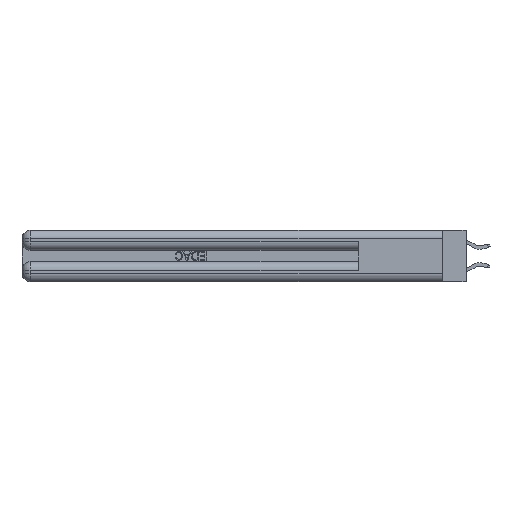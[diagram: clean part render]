
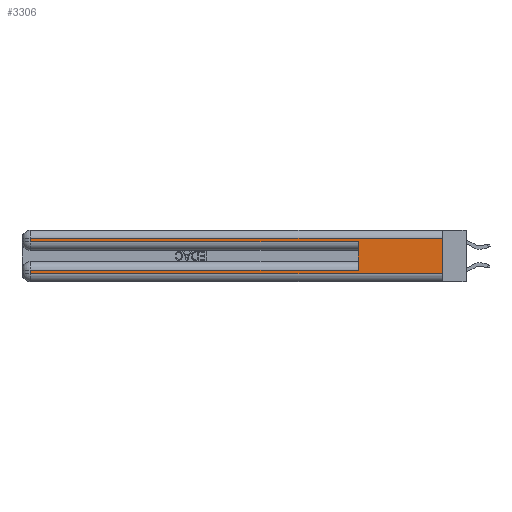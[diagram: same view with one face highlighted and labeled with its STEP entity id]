
A CAD part, left-side view. The second image highlights one B-rep face of the part: STEP entity #3306.
In plain terms, the highlighted planar face has unit normal (-1, 0, 0).
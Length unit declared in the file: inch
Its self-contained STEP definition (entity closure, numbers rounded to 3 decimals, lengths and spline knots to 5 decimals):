
#242 = EDGE_CURVE ( 'NONE', #24762, #8616, #17134, .T. ) ;
#1553 = CARTESIAN_POINT ( 'NONE',  ( 0., 2.94, 0.085 ) ) ;
#3306 = ADVANCED_FACE ( 'NONE', ( #33984 ), #34815, .F. ) ;
#3352 = DIRECTION ( 'NONE',  ( 0., 0., -1. ) ) ;
#4404 = ORIENTED_EDGE ( 'NONE', *, *, #242, .F. ) ;
#4498 = CARTESIAN_POINT ( 'NONE',  ( 0., 0.6, 0.145 ) ) ;
#4729 = CARTESIAN_POINT ( 'NONE',  ( 0., 2.94, 0.31 ) ) ;
#5246 = CARTESIAN_POINT ( 'NONE',  ( 0., 0., 0.37 ) ) ;
#5762 = CARTESIAN_POINT ( 'NONE',  ( 0., 2.94, 0.37 ) ) ;
#6072 = LINE ( 'NONE', #22648, #12798 ) ;
#6567 = LINE ( 'NONE', #5762, #20968 ) ;
#7496 = VECTOR ( 'NONE', #8604, 39.37008 ) ;
#8275 = VECTOR ( 'NONE', #14601, 39.37008 ) ;
#8528 = VECTOR ( 'NONE', #35973, 39.37008 ) ;
#8604 = DIRECTION ( 'NONE',  ( 0., 0., -1. ) ) ;
#8616 = VERTEX_POINT ( 'NONE', #13763 ) ;
#8623 = DIRECTION ( 'NONE',  ( 0., 0., -1. ) ) ;
#9482 = CARTESIAN_POINT ( 'NONE',  ( 0., 2.94, 0.06 ) ) ;
#10020 = VECTOR ( 'NONE', #35518, 39.37008 ) ;
#10068 = CARTESIAN_POINT ( 'NONE',  ( 0., 0., 0.06 ) ) ;
#10605 = ORIENTED_EDGE ( 'NONE', *, *, #29304, .T. ) ;
#10866 = LINE ( 'NONE', #29845, #32907 ) ;
#11060 = EDGE_CURVE ( 'NONE', #36949, #15629, #6072, .T. ) ;
#12798 = VECTOR ( 'NONE', #25543, 39.37008 ) ;
#12965 = DIRECTION ( 'NONE',  ( 0., -1., 0. ) ) ;
#13763 = CARTESIAN_POINT ( 'NONE',  ( 0., 0.6, 0.285 ) ) ;
#14601 = DIRECTION ( 'NONE',  ( 0., 1., 0. ) ) ;
#14840 = CARTESIAN_POINT ( 'NONE',  ( 0., 0., 0.06 ) ) ;
#15362 = CARTESIAN_POINT ( 'NONE',  ( 0., 0., 0.285 ) ) ;
#15629 = VERTEX_POINT ( 'NONE', #9482 ) ;
#15685 = EDGE_CURVE ( 'NONE', #24762, #36949, #10866, .T. ) ;
#17027 = ORIENTED_EDGE ( 'NONE', *, *, #15685, .T. ) ;
#17134 = LINE ( 'NONE', #4498, #8528 ) ;
#17517 = ORIENTED_EDGE ( 'NONE', *, *, #11060, .T. ) ;
#17649 = CARTESIAN_POINT ( 'NONE',  ( 0., 0., 0.37 ) ) ;
#19187 = VERTEX_POINT ( 'NONE', #4729 ) ;
#19524 = EDGE_CURVE ( 'NONE', #15629, #22945, #21454, .T. ) ;
#20523 = DIRECTION ( 'NONE',  ( 1., 0., 0. ) ) ;
#20968 = VECTOR ( 'NONE', #8623, 39.37008 ) ;
#21454 = LINE ( 'NONE', #10068, #35803 ) ;
#21468 = VERTEX_POINT ( 'NONE', #29679 ) ;
#21824 = ORIENTED_EDGE ( 'NONE', *, *, #23345, .F. ) ;
#22648 = CARTESIAN_POINT ( 'NONE',  ( 0., 2.94, 0.37 ) ) ;
#22945 = VERTEX_POINT ( 'NONE', #14840 ) ;
#23345 = EDGE_CURVE ( 'NONE', #21468, #22945, #24597, .T. ) ;
#24597 = LINE ( 'NONE', #5246, #7496 ) ;
#24747 = EDGE_CURVE ( 'NONE', #21468, #19187, #36128, .T. ) ;
#24762 = VERTEX_POINT ( 'NONE', #34638 ) ;
#25171 = CARTESIAN_POINT ( 'NONE',  ( 0., 2.94, 0.285 ) ) ;
#25352 = LINE ( 'NONE', #15362, #10020 ) ;
#25543 = DIRECTION ( 'NONE',  ( 0., 0., -1. ) ) ;
#28625 = VERTEX_POINT ( 'NONE', #25171 ) ;
#28894 = CARTESIAN_POINT ( 'NONE',  ( 0., 0., 0.31 ) ) ;
#29304 = EDGE_CURVE ( 'NONE', #19187, #28625, #6567, .T. ) ;
#29679 = CARTESIAN_POINT ( 'NONE',  ( 0., 0., 0.31 ) ) ;
#29743 = ORIENTED_EDGE ( 'NONE', *, *, #19524, .T. ) ;
#29845 = CARTESIAN_POINT ( 'NONE',  ( 0., 0., 0.085 ) ) ;
#30232 = EDGE_LOOP ( 'NONE', ( #21824, #37042, #10605, #35325, #4404, #17027, #17517, #29743 ) ) ;
#31769 = EDGE_CURVE ( 'NONE', #28625, #8616, #25352, .T. ) ;
#32722 = DIRECTION ( 'NONE',  ( 0., 1., 0. ) ) ;
#32907 = VECTOR ( 'NONE', #32722, 39.37008 ) ;
#33984 = FACE_OUTER_BOUND ( 'NONE', #30232, .T. ) ;
#34638 = CARTESIAN_POINT ( 'NONE',  ( 0., 0.6, 0.085 ) ) ;
#34815 = PLANE ( 'NONE',  #36740 ) ;
#35325 = ORIENTED_EDGE ( 'NONE', *, *, #31769, .T. ) ;
#35518 = DIRECTION ( 'NONE',  ( 0., -1., 0. ) ) ;
#35803 = VECTOR ( 'NONE', #12965, 39.37008 ) ;
#35973 = DIRECTION ( 'NONE',  ( 0., 0., 1. ) ) ;
#36128 = LINE ( 'NONE', #28894, #8275 ) ;
#36740 = AXIS2_PLACEMENT_3D ( 'NONE', #17649, #20523, #3352 ) ;
#36949 = VERTEX_POINT ( 'NONE', #1553 ) ;
#37042 = ORIENTED_EDGE ( 'NONE', *, *, #24747, .T. ) ;
